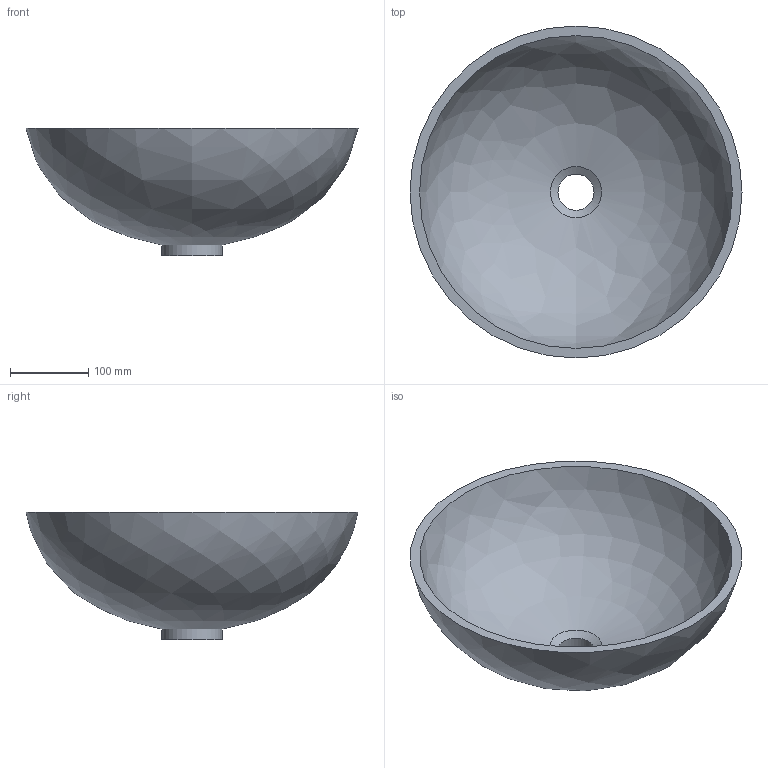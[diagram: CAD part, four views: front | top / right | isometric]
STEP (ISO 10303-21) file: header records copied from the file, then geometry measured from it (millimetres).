
FILE_DESCRIPTION(/* description */ (''),/* implementation_level */ '2;1');
FILE_NAME(/* name */ '722',/* time_stamp */ '2018-11-04T13:35:11+08:00',/* author */ (''),/* organization */ (''),/* preprocessor_version */ 'ST-DEVELOPER v9',/* originating_system */ 'UGS - NX 4.0',/* authorisation */ '');
FILE_SCHEMA (('CONFIG_CONTROL_DESIGN'));
Length unit declared in the file: millimetre
Products named in the file (1): Admi0F23gfo5
Bounding box: 424.01 x 424.01 x 162.97 mm (x, y, z)
Volume: 2534945.8 mm3; surface area: 438104.8 mm2
Topology: 1 solids, 1 shells, 7 faces, 13 edges, 8 vertices
Faces by surface type: plane 2, cylinder 2, revolution 1, bspline 1, cone 1
Full cylindrical faces by diameter (mm): 46 x1, 77 x1
Entity records: 386 total; most frequent: CARTESIAN_POINT 178, DIRECTION 27, EDGE_LOOP 14, ORIENTED_EDGE 14, AXIS2_PLACEMENT_3D 13, FACE_BOUND 10, PERSON_AND_ORGANIZATION 7, ORGANIZATION 7
